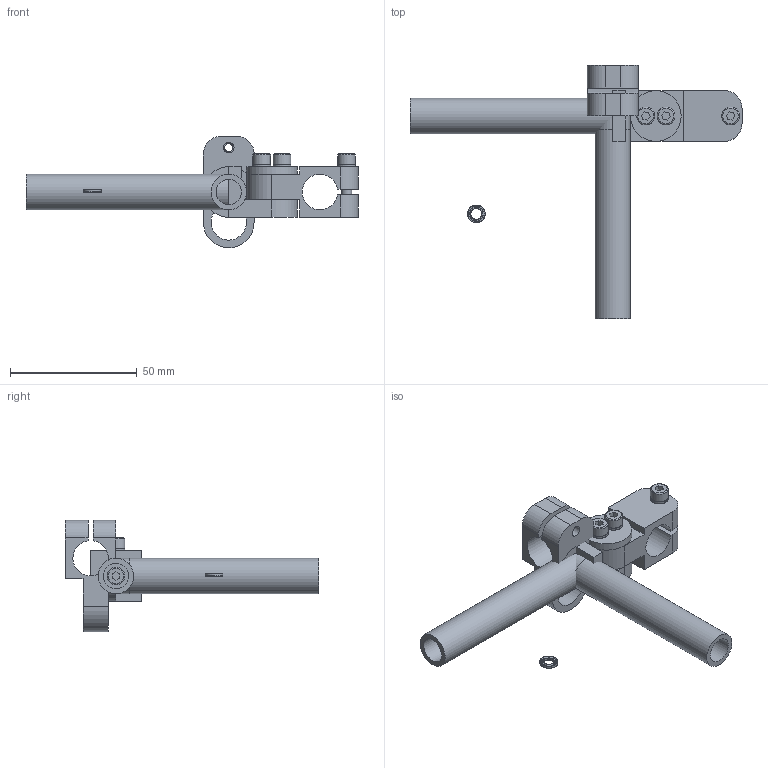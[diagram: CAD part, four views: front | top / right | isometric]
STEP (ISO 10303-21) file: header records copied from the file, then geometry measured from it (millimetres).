
FILE_DESCRIPTION( ( 'STEP AP214' ), '1' );
FILE_NAME( 'CA.GVR.1414.80.stp', '2015-08-28T08:37:58', ( ' ' ), ( ' ' ), 'XStep 1.0', ' ', ' ' );
FILE_SCHEMA( ( 'CONFIG_CONTROL_DESIGN) ( )' ) );
Length unit declared in the file: metre
Products named in the file (7): Assem1; GVR.14.2; GVR.14.3; R.4.SCH; V-tcei M  4 x 20; GVR.14.1; WKA.14.80
Bounding box: 131 x 100 x 44 mm (x, y, z)
Volume: 44020 mm3; surface area: 32945.3 mm2
Topology: 12 solids, 16 shells, 948 faces, 2718 edges, 1808 vertices
Faces by surface type: plane 868, cylinder 66, torus 8, cone 6
Full cylindrical faces by diameter (mm): 3.242 x6, 4 x4, 4.2 x6, 4.3 x4, 7 x8, 10 x2, 10.4 x4, 10.5 x2, 10.7 x2, 13.9 x4, 14 x4, 20 x2
Entity records: 8660 total; most frequent: DIRECTION 1514, CARTESIAN_POINT 1472, ORIENTED_EDGE 1420, EDGE_CURVE 710, AXIS2_PLACEMENT_3D 528, VERTEX_POINT 486, LINE 458, VECTOR 458
